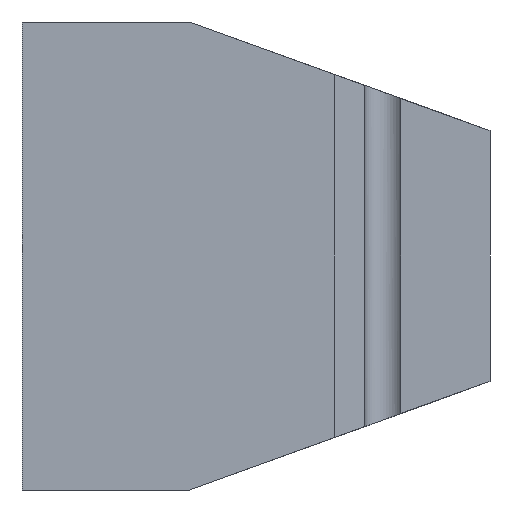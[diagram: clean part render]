
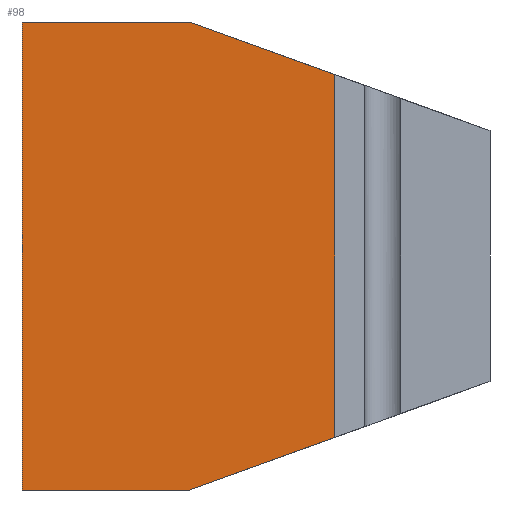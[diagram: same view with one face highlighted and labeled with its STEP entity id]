
A CAD part, front view. The second image highlights one B-rep face of the part: STEP entity #98.
In plain terms, the highlighted planar face has unit normal (0, -1, 0).
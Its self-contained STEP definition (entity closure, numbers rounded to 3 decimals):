
#98=ADVANCED_FACE('',(#199),#200,.T.);
#199=FACE_OUTER_BOUND('',#299,.T.);
#200=PLANE('',#300);
#299=EDGE_LOOP('',(#523,#524,#525,#526,#527,#528));
#300=AXIS2_PLACEMENT_3D('',#529,#530,#531);
#523=ORIENTED_EDGE('',*,*,#669,.T.);
#524=ORIENTED_EDGE('',*,*,#698,.T.);
#525=ORIENTED_EDGE('',*,*,#692,.T.);
#526=ORIENTED_EDGE('',*,*,#699,.T.);
#527=ORIENTED_EDGE('',*,*,#700,.F.);
#528=ORIENTED_EDGE('',*,*,#701,.F.);
#529=CARTESIAN_POINT('',(3.85,-9.0,-14.0));
#530=DIRECTION('',(0.0,-1.0,0.0));
#531=DIRECTION('',(1.0,0.0,0.0));
#669=EDGE_CURVE('',#812,#813,#814,.T.);
#692=EDGE_CURVE('',#849,#850,#851,.T.);
#698=EDGE_CURVE('',#813,#849,#859,.T.);
#699=EDGE_CURVE('',#850,#860,#861,.T.);
#700=EDGE_CURVE('',#862,#860,#863,.T.);
#701=EDGE_CURVE('',#812,#862,#864,.T.);
#812=VERTEX_POINT('',#1013);
#813=VERTEX_POINT('',#1014);
#814=LINE('',#1015,#1016);
#849=VERTEX_POINT('',#1066);
#850=VERTEX_POINT('',#1067);
#851=LINE('',#1068,#1069);
#859=LINE('',#1081,#1082);
#860=VERTEX_POINT('',#1083);
#861=LINE('',#1084,#1085);
#862=VERTEX_POINT('',#1086);
#863=LINE('',#1087,#1088);
#864=LINE('',#1089,#1090);
#1013=CARTESIAN_POINT('',(4.5,-9.0,-14.0));
#1014=CARTESIAN_POINT('',(13.2,-9.0,-10.858));
#1015=CARTESIAN_POINT('',(11.149,-9.0,-11.599));
#1016=VECTOR('',#1182,1.0);
#1066=CARTESIAN_POINT('',(13.2,-9.0,10.858));
#1067=CARTESIAN_POINT('',(4.5,-9.0,14.0));
#1068=CARTESIAN_POINT('',(15.621,-9.0,9.984));
#1069=VECTOR('',#1204,1.0);
#1081=CARTESIAN_POINT('',(13.2,-9.0,-14.0));
#1082=VECTOR('',#1209,1.0);
#1083=CARTESIAN_POINT('',(-5.5,-9.0,14.0));
#1084=CARTESIAN_POINT('',(13.2,-9.0,14.0));
#1085=VECTOR('',#1210,1.0);
#1086=CARTESIAN_POINT('',(-5.5,-9.0,-14.0));
#1087=CARTESIAN_POINT('',(-5.5,-9.0,-14.0));
#1088=VECTOR('',#1211,1.0);
#1089=CARTESIAN_POINT('',(13.2,-9.0,-14.0));
#1090=VECTOR('',#1212,1.0);
#1182=DIRECTION('',(0.941,0.0,0.34));
#1204=DIRECTION('',(-0.941,0.0,0.34));
#1209=DIRECTION('',(0.0,0.0,1.0));
#1210=DIRECTION('',(-1.0,0.0,0.0));
#1211=DIRECTION('',(0.0,0.0,1.0));
#1212=DIRECTION('',(-1.0,0.0,0.0));
